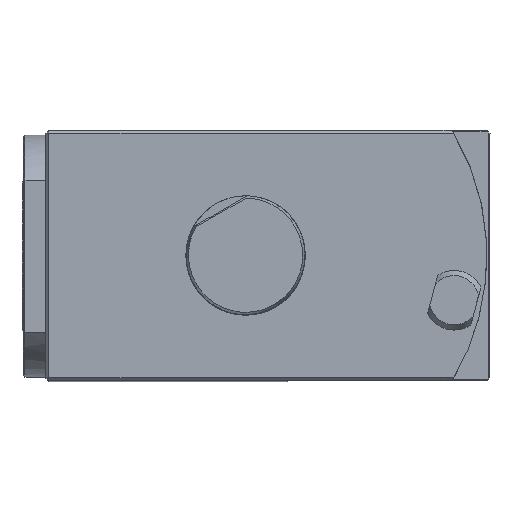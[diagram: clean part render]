
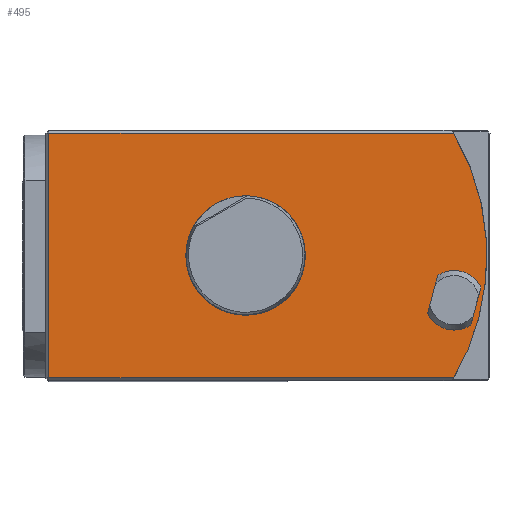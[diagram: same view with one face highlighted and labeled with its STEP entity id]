
A CAD part, top view. The second image highlights one B-rep face of the part: STEP entity #495.
In plain terms, the highlighted planar face has unit normal (0, 0, 1).
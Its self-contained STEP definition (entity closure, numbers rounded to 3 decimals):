
#116=LINE('',#2843,#244);
#118=LINE('',#2846,#246);
#119=LINE('',#2859,#247);
#120=LINE('',#2892,#248);
#121=LINE('',#2903,#249);
#244=VECTOR('',#2009,1.);
#246=VECTOR('',#2013,1.);
#247=VECTOR('',#2016,1.);
#248=VECTOR('',#2023,1.);
#249=VECTOR('',#2024,1.);
#336=FACE_BOUND('',#773,.T.);
#337=FACE_BOUND('',#774,.T.);
#338=FACE_BOUND('',#775,.T.);
#396=B_SPLINE_CURVE_WITH_KNOTS('',3,(#2861,#2862,#2863,#2864,#2865,#2866,
#2867),.UNSPECIFIED.,.F.,.F.,(4,1,1,1,4),(0.,0.244,0.5,
0.756,1.),.UNSPECIFIED.);
#397=B_SPLINE_CURVE_WITH_KNOTS('',3,(#2895,#2896,#2897,#2898,#2899,#2900,
#2901),.UNSPECIFIED.,.F.,.F.,(4,1,1,1,4),(0.,0.25,0.5,
0.75,1.),.UNSPECIFIED.);
#398=B_SPLINE_CURVE_WITH_KNOTS('',3,(#2905,#2906,#2907,#2908,#2909,#2910,
#2911),.UNSPECIFIED.,.F.,.F.,(4,1,1,1,4),(0.,0.25,0.5,
0.75,1.),.UNSPECIFIED.);
#495=ADVANCED_FACE('',(#336,#337,#338),#598,.F.);
#598=PLANE('',#1807);
#773=EDGE_LOOP('',(#1019,#1020,#1021,#1022));
#774=EDGE_LOOP('',(#1023));
#775=EDGE_LOOP('',(#1024,#1025,#1026,#1027));
#1019=ORIENTED_EDGE('',*,*,#1579,.F.);
#1020=ORIENTED_EDGE('',*,*,#1580,.T.);
#1021=ORIENTED_EDGE('',*,*,#1581,.F.);
#1022=ORIENTED_EDGE('',*,*,#1582,.T.);
#1023=ORIENTED_EDGE('',*,*,#1578,.F.);
#1024=ORIENTED_EDGE('',*,*,#1577,.F.);
#1025=ORIENTED_EDGE('',*,*,#1576,.T.);
#1026=ORIENTED_EDGE('',*,*,#1574,.T.);
#1027=ORIENTED_EDGE('',*,*,#1572,.T.);
#1375=VERTEX_POINT('',#2674);
#1379=VERTEX_POINT('',#2683);
#1393=VERTEX_POINT('',#2842);
#1394=VERTEX_POINT('',#2858);
#1395=VERTEX_POINT('',#2890);
#1396=VERTEX_POINT('',#2893);
#1397=VERTEX_POINT('',#2894);
#1398=VERTEX_POINT('',#2902);
#1399=VERTEX_POINT('',#2904);
#1572=EDGE_CURVE('',#1375,#1393,#116,.T.);
#1574=EDGE_CURVE('',#1379,#1375,#118,.T.);
#1576=EDGE_CURVE('',#1394,#1379,#119,.T.);
#1577=EDGE_CURVE('',#1394,#1393,#396,.T.);
#1578=EDGE_CURVE('',#1395,#1395,#1726,.T.);
#1579=EDGE_CURVE('',#1396,#1397,#120,.T.);
#1580=EDGE_CURVE('',#1396,#1398,#397,.T.);
#1581=EDGE_CURVE('',#1399,#1398,#121,.T.);
#1582=EDGE_CURVE('',#1399,#1397,#398,.T.);
#1726=CIRCLE('',#1805,19.634);
#1805=AXIS2_PLACEMENT_3D('',#2889,#2019,#2020);
#1807=AXIS2_PLACEMENT_3D('',#2912,#2025,#2026);
#2009=DIRECTION('',(1.,0.,0.));
#2013=DIRECTION('',(0.,-1.,0.));
#2016=DIRECTION('',(-1.,0.,0.));
#2019=DIRECTION('',(0.,0.,1.));
#2020=DIRECTION('',(-1.,0.,0.));
#2023=DIRECTION('',(0.259,0.966,0.));
#2024=DIRECTION('',(-0.259,-0.966,0.));
#2025=DIRECTION('',(0.,0.,-1.));
#2026=DIRECTION('',(-1.,0.,0.));
#2674=CARTESIAN_POINT('',(-66.,-41.,0.));
#2683=CARTESIAN_POINT('',(-66.,41.,0.));
#2842=CARTESIAN_POINT('',(69.857,-41.,0.));
#2843=CARTESIAN_POINT('',(82.,-41.,0.));
#2846=CARTESIAN_POINT('',(-66.,-42.,0.));
#2858=CARTESIAN_POINT('',(69.857,41.,0.));
#2859=CARTESIAN_POINT('',(-67.,41.,0.));
#2861=CARTESIAN_POINT('',(69.857,41.,0.));
#2862=CARTESIAN_POINT('',(73.39,34.979,0.));
#2863=CARTESIAN_POINT('',(79.038,21.678,0.));
#2864=CARTESIAN_POINT('',(82.006,0.,0.));
#2865=CARTESIAN_POINT('',(79.038,-21.678,0.));
#2866=CARTESIAN_POINT('',(73.39,-34.979,0.));
#2867=CARTESIAN_POINT('',(69.857,-41.,0.));
#2889=CARTESIAN_POINT('',(0.,0.,0.));
#2890=CARTESIAN_POINT('',(-19.634,0.,0.));
#2892=CARTESIAN_POINT('',(71.298,-39.132,0.));
#2893=CARTESIAN_POINT('',(75.533,-23.33,0.));
#2894=CARTESIAN_POINT('',(78.956,-10.552,0.));
#2895=CARTESIAN_POINT('',(75.533,-23.33,0.));
#2896=CARTESIAN_POINT('',(74.355,-24.112,0.));
#2897=CARTESIAN_POINT('',(71.664,-25.169,0.));
#2898=CARTESIAN_POINT('',(67.333,-24.953,0.));
#2899=CARTESIAN_POINT('',(63.474,-22.974,0.));
#2900=CARTESIAN_POINT('',(61.672,-20.714,0.));
#2901=CARTESIAN_POINT('',(61.044,-19.448,0.));
#2902=CARTESIAN_POINT('',(61.044,-19.448,0.));
#2903=CARTESIAN_POINT('',(56.809,-35.25,0.));
#2904=CARTESIAN_POINT('',(64.467,-6.67,0.));
#2905=CARTESIAN_POINT('',(64.467,-6.67,0.));
#2906=CARTESIAN_POINT('',(65.645,-5.888,0.));
#2907=CARTESIAN_POINT('',(68.336,-4.831,0.));
#2908=CARTESIAN_POINT('',(72.667,-5.047,0.));
#2909=CARTESIAN_POINT('',(76.526,-7.026,0.));
#2910=CARTESIAN_POINT('',(78.328,-9.286,0.));
#2911=CARTESIAN_POINT('',(78.956,-10.552,0.));
#2912=CARTESIAN_POINT('',(82.,-42.,0.));
